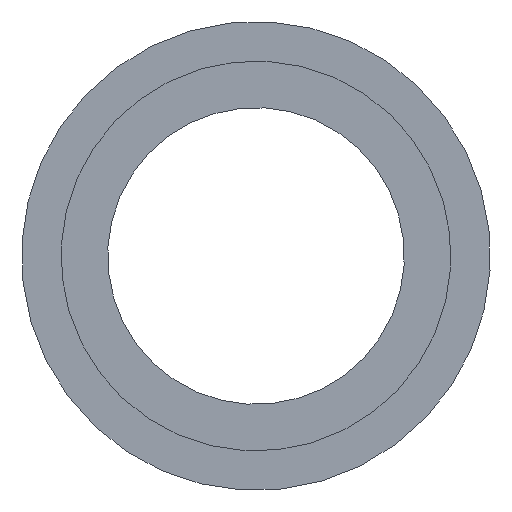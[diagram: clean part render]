
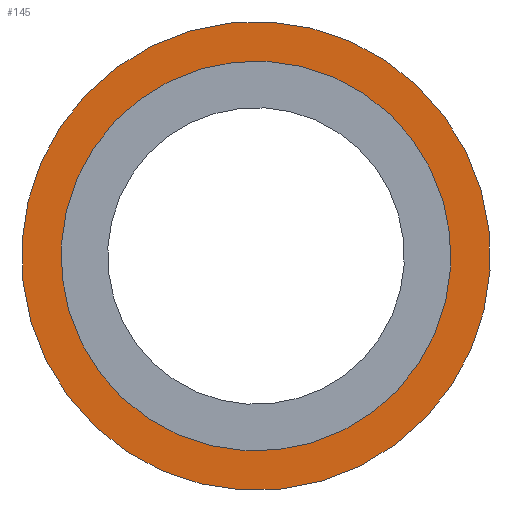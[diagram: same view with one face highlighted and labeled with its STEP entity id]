
A CAD part, left-side view. The second image highlights one B-rep face of the part: STEP entity #145.
In plain terms, the highlighted planar face has unit normal (-1, 0, 0).
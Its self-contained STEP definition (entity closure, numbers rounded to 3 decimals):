
#17=FACE_BOUND('',#40,.T.);
#20=PLANE('',#167);
#28=FACE_OUTER_BOUND('',#39,.T.);
#39=EDGE_LOOP('',(#124,#125));
#40=EDGE_LOOP('',(#126,#127));
#54=CIRCLE('',#150,4.78);
#57=CIRCLE('',#154,3.975);
#64=CIRCLE('',#166,3.975);
#65=CIRCLE('',#168,4.78);
#66=VERTEX_POINT('',#222);
#67=VERTEX_POINT('',#223);
#72=VERTEX_POINT('',#234);
#73=VERTEX_POINT('',#236);
#78=EDGE_CURVE('',#66,#67,#54,.T.);
#84=EDGE_CURVE('',#73,#72,#57,.T.);
#94=EDGE_CURVE('',#72,#73,#64,.T.);
#95=EDGE_CURVE('',#67,#66,#65,.T.);
#124=ORIENTED_EDGE('',*,*,#78,.F.);
#125=ORIENTED_EDGE('',*,*,#95,.F.);
#126=ORIENTED_EDGE('',*,*,#84,.T.);
#127=ORIENTED_EDGE('',*,*,#94,.T.);
#145=ADVANCED_FACE('',(#28,#17),#20,.F.);
#150=AXIS2_PLACEMENT_3D('',#224,#174,#175);
#154=AXIS2_PLACEMENT_3D('',#237,#185,#186);
#166=AXIS2_PLACEMENT_3D('',#256,#212,#213);
#167=AXIS2_PLACEMENT_3D('',#257,#214,#215);
#168=AXIS2_PLACEMENT_3D('',#258,#216,#217);
#174=DIRECTION('center_axis',(1.,0.,0.));
#175=DIRECTION('ref_axis',(0.,-0.833,-0.553));
#185=DIRECTION('center_axis',(1.,0.,0.));
#186=DIRECTION('ref_axis',(0.,-0.833,-0.553));
#212=DIRECTION('center_axis',(1.,0.,0.));
#213=DIRECTION('ref_axis',(0.,-0.833,-0.553));
#214=DIRECTION('center_axis',(1.,0.,0.));
#215=DIRECTION('ref_axis',(0.,-0.833,-0.553));
#216=DIRECTION('center_axis',(1.,0.,0.));
#217=DIRECTION('ref_axis',(0.,-0.833,-0.553));
#222=CARTESIAN_POINT('',(59.076,-26.242,-437.163));
#223=CARTESIAN_POINT('',(59.076,-18.274,-431.88));
#224=CARTESIAN_POINT('Origin',(59.076,-22.258,-434.522));
#234=CARTESIAN_POINT('',(59.076,-18.945,-432.325));
#236=CARTESIAN_POINT('',(59.076,-25.572,-436.718));
#237=CARTESIAN_POINT('Origin',(59.076,-22.258,-434.522));
#256=CARTESIAN_POINT('Origin',(59.076,-22.258,-434.522));
#257=CARTESIAN_POINT('Origin',(59.076,-24.455,-431.209));
#258=CARTESIAN_POINT('Origin',(59.076,-22.258,-434.522));
